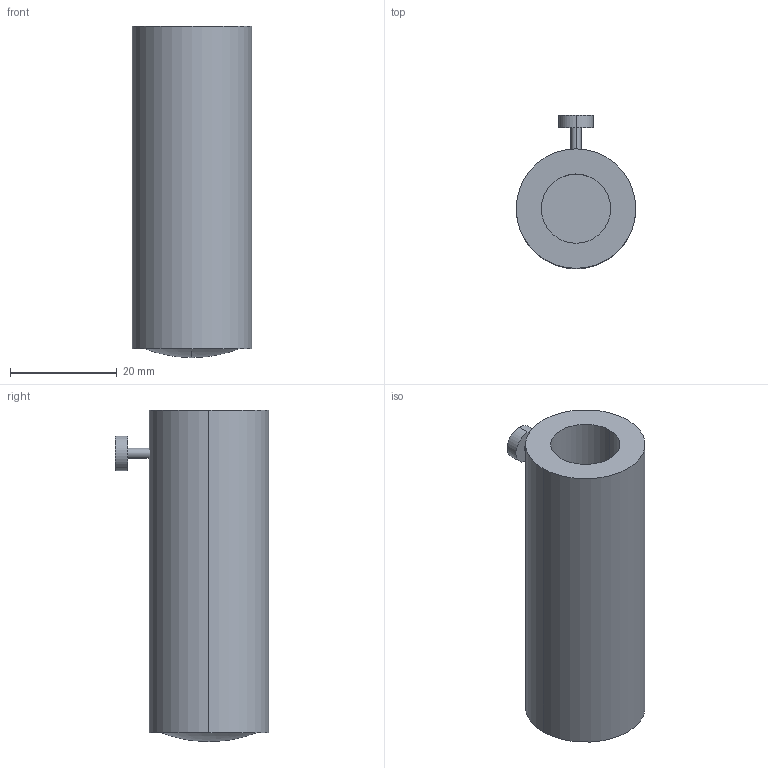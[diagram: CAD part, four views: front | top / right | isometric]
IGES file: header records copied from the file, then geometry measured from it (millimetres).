
Start section: SolidWorks IGES file using analytic representation for surfaces
Global section: file name: 58836.igs; native system: SolidWorks 2011; preprocessor: SolidWorks 2011; author: BillB; date: 120712.154414; units: inch
Bounding box: 22.35 x 28.68 x 61.94 mm (x, y, z)
Volume: 14114 mm3; surface area: 7979.1 mm2
Topology: 2 solids, 2 shells, 22 faces, 44 edges, 27 vertices
Faces by surface type: revolution 16, plane 6
